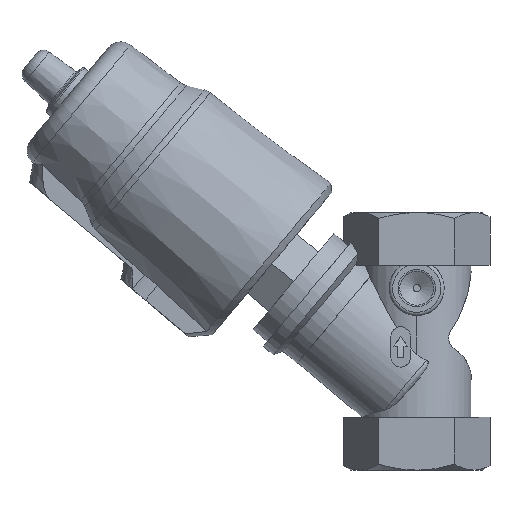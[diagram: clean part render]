
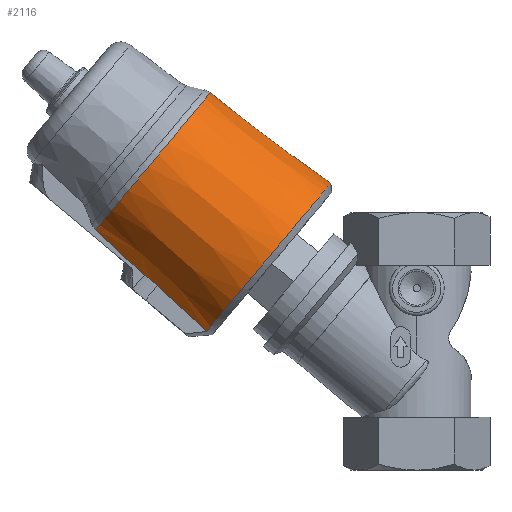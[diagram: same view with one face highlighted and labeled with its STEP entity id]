
A CAD part, left-side view. The second image highlights one B-rep face of the part: STEP entity #2116.
In plain terms, the highlighted conical face has half-angle 3 degrees and reference radius 28.445 mm.
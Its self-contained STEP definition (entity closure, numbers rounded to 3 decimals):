
#46=CONICAL_SURFACE('',#2334,28.445,0.052);
#428=B_SPLINE_CURVE_WITH_KNOTS('',3,(#3453,#3454,#3455,#3456,#3457,#3458,
#3459,#3460,#3461,#3462,#3463,#3464,#3465,#3466,#3467,#3468,#3469,#3470,
#3471,#3472,#3473,#3474,#3475,#3476,#3477,#3478,#3479,#3480,#3481,#3482,
#3483,#3484,#3485,#3486,#3487,#3488,#3489,#3490,#3491,#3492,#3493,#3494,
#3495),.UNSPECIFIED.,.F.,.F.,(4,1,1,1,1,1,1,1,1,1,1,1,1,1,1,1,1,1,1,1,1,
1,1,1,1,1,1,1,1,1,1,1,1,1,1,1,1,1,1,1,4),(0.107,0.112,
0.115,0.118,0.123,0.126,
0.129,0.131,0.134,0.137,
0.14,0.142,0.145,0.15,
0.153,0.156,0.161,0.164,
0.167,0.172,0.177,0.183,
0.188,0.194,0.199,0.205,
0.21,0.215,0.221,0.226,
0.232,0.237,0.243,0.248,
0.253,0.259,0.264,0.267,
0.27,0.275,0.28),.UNSPECIFIED.);
#442=B_SPLINE_CURVE_WITH_KNOTS('',3,(#3635,#3636,#3637,#3638),
 .UNSPECIFIED.,.F.,.F.,(4,4),(0.063,0.084),
 .UNSPECIFIED.);
#445=B_SPLINE_CURVE_WITH_KNOTS('',3,(#3652,#3653,#3654,#3655),
 .UNSPECIFIED.,.F.,.F.,(4,4),(0.063,0.084),
 .UNSPECIFIED.);
#447=B_SPLINE_CURVE_WITH_KNOTS('',3,(#3664,#3665,#3666,#3667,#3668),
 .UNSPECIFIED.,.F.,.F.,(4,1,4),(0.001,0.004,
0.007),.UNSPECIFIED.);
#449=B_SPLINE_CURVE_WITH_KNOTS('',3,(#3680,#3681,#3682,#3683),
 .UNSPECIFIED.,.F.,.F.,(4,4),(0.001,0.006),
 .UNSPECIFIED.);
#451=B_SPLINE_CURVE_WITH_KNOTS('',3,(#3696,#3697,#3698,#3699),
 .UNSPECIFIED.,.F.,.F.,(4,4),(0.001,0.022),
 .UNSPECIFIED.);
#452=B_SPLINE_CURVE_WITH_KNOTS('',3,(#3701,#3702,#3703,#3704),
 .UNSPECIFIED.,.F.,.F.,(4,4),(0.001,0.022),
 .UNSPECIFIED.);
#702=ORIENTED_EDGE('',*,*,#1249,.T.);
#703=ORIENTED_EDGE('',*,*,#1194,.T.);
#704=ORIENTED_EDGE('',*,*,#1250,.F.);
#705=ORIENTED_EDGE('',*,*,#1239,.F.);
#706=ORIENTED_EDGE('',*,*,#1236,.F.);
#707=ORIENTED_EDGE('',*,*,#1234,.T.);
#708=ORIENTED_EDGE('',*,*,#1232,.T.);
#709=ORIENTED_EDGE('',*,*,#1243,.F.);
#1194=EDGE_CURVE('',#1492,#1491,#428,.T.);
#1232=EDGE_CURVE('',#1522,#1521,#442,.T.);
#1234=EDGE_CURVE('',#1523,#1522,#1672,.T.);
#1236=EDGE_CURVE('',#1523,#1524,#445,.T.);
#1239=EDGE_CURVE('',#1524,#1526,#447,.T.);
#1243=EDGE_CURVE('',#1528,#1521,#449,.T.);
#1249=EDGE_CURVE('',#1528,#1492,#451,.T.);
#1250=EDGE_CURVE('',#1526,#1491,#452,.T.);
#1491=VERTEX_POINT('',#3452);
#1492=VERTEX_POINT('',#3496);
#1521=VERTEX_POINT('',#3634);
#1522=VERTEX_POINT('',#3639);
#1523=VERTEX_POINT('',#3646);
#1524=VERTEX_POINT('',#3656);
#1526=VERTEX_POINT('',#3669);
#1528=VERTEX_POINT('',#3678);
#1672=CIRCLE('',#2324,28.445);
#1759=EDGE_LOOP('',(#702,#703,#704,#705,#706,#707,#708,#709));
#1935=FACE_BOUND('',#1759,.T.);
#2116=ADVANCED_FACE('',(#1935),#46,.T.);
#2324=AXIS2_PLACEMENT_3D('',#3645,#2684,#2685);
#2334=AXIS2_PLACEMENT_3D('',#3705,#2709,#2710);
#2684=DIRECTION('',(0.643,-0.766,0.));
#2685=DIRECTION('',(0.766,0.643,0.));
#2709=DIRECTION('',(0.643,-0.766,0.));
#2710=DIRECTION('',(0.766,0.643,0.));
#3452=CARTESIAN_POINT('',(-43.064,65.317,10.));
#3453=CARTESIAN_POINT('',(-43.064,65.317,-10.));
#3454=CARTESIAN_POINT('',(-43.511,64.942,-11.705));
#3455=CARTESIAN_POINT('',(-44.349,64.238,-14.182));
#3456=CARTESIAN_POINT('',(-45.812,63.01,-17.301));
#3457=CARTESIAN_POINT('',(-47.455,61.632,-20.196));
#3458=CARTESIAN_POINT('',(-49.382,60.015,-22.802));
#3459=CARTESIAN_POINT('',(-51.574,58.175,-25.07));
#3460=CARTESIAN_POINT('',(-53.303,56.725,-26.554));
#3461=CARTESIAN_POINT('',(-55.123,55.197,-27.838));
#3462=CARTESIAN_POINT('',(-57.046,53.584,-28.92));
#3463=CARTESIAN_POINT('',(-59.031,51.918,-29.774));
#3464=CARTESIAN_POINT('',(-61.045,50.228,-30.391));
#3465=CARTESIAN_POINT('',(-63.094,48.509,-30.779));
#3466=CARTESIAN_POINT('',(-65.889,46.163,-30.982));
#3467=CARTESIAN_POINT('',(-68.651,43.845,-30.702));
#3468=CARTESIAN_POINT('',(-71.353,41.577,-29.959));
#3469=CARTESIAN_POINT('',(-74.035,39.327,-28.891));
#3470=CARTESIAN_POINT('',(-76.547,37.219,-27.392));
#3471=CARTESIAN_POINT('',(-78.893,35.25,-25.477));
#3472=CARTESIAN_POINT('',(-81.13,33.374,-23.268));
#3473=CARTESIAN_POINT('',(-83.577,31.32,-20.112));
#3474=CARTESIAN_POINT('',(-86.011,29.277,-15.623));
#3475=CARTESIAN_POINT('',(-87.773,27.799,-10.737));
#3476=CARTESIAN_POINT('',(-88.875,26.874,-5.442));
#3477=CARTESIAN_POINT('',(-89.241,26.567,0.007));
#3478=CARTESIAN_POINT('',(-88.876,26.874,5.433));
#3479=CARTESIAN_POINT('',(-87.774,27.798,10.733));
#3480=CARTESIAN_POINT('',(-86.013,29.276,15.619));
#3481=CARTESIAN_POINT('',(-83.58,31.318,20.108));
#3482=CARTESIAN_POINT('',(-80.64,33.785,23.901));
#3483=CARTESIAN_POINT('',(-77.17,36.696,27.024));
#3484=CARTESIAN_POINT('',(-73.411,39.851,29.263));
#3485=CARTESIAN_POINT('',(-69.329,43.276,30.637));
#3486=CARTESIAN_POINT('',(-65.208,46.734,31.05));
#3487=CARTESIAN_POINT('',(-61.016,50.252,30.507));
#3488=CARTESIAN_POINT('',(-57.035,53.593,29.042));
#3489=CARTESIAN_POINT('',(-53.244,56.774,26.649));
#3490=CARTESIAN_POINT('',(-50.455,59.114,24.015));
#3491=CARTESIAN_POINT('',(-48.417,60.824,21.499));
#3492=CARTESIAN_POINT('',(-46.587,62.36,18.798));
#3493=CARTESIAN_POINT('',(-44.646,63.989,15.048));
#3494=CARTESIAN_POINT('',(-43.51,64.942,11.704));
#3495=CARTESIAN_POINT('',(-43.064,65.317,10.));
#3496=CARTESIAN_POINT('',(-43.064,65.317,-10.));
#3634=CARTESIAN_POINT('',(-60.554,84.678,-8.5));
#3635=CARTESIAN_POINT('',(-74.675,99.747,-8.5));
#3636=CARTESIAN_POINT('',(-69.967,94.725,-8.5));
#3637=CARTESIAN_POINT('',(-65.261,89.702,-8.5));
#3638=CARTESIAN_POINT('',(-60.554,84.678,-8.5));
#3639=CARTESIAN_POINT('',(-74.675,99.747,-8.5));
#3645=CARTESIAN_POINT('',(-95.47,82.298,0.));
#3646=CARTESIAN_POINT('',(-74.675,99.747,8.5));
#3652=CARTESIAN_POINT('',(-74.675,99.747,8.5));
#3653=CARTESIAN_POINT('',(-69.967,94.725,8.5));
#3654=CARTESIAN_POINT('',(-65.261,89.702,8.5));
#3655=CARTESIAN_POINT('',(-60.554,84.678,8.5));
#3656=CARTESIAN_POINT('',(-60.554,84.678,8.5));
#3664=CARTESIAN_POINT('',(-60.554,84.678,8.5));
#3665=CARTESIAN_POINT('',(-60.131,84.014,8.984));
#3666=CARTESIAN_POINT('',(-59.149,82.596,9.742));
#3667=CARTESIAN_POINT('',(-57.963,81.195,10.));
#3668=CARTESIAN_POINT('',(-57.323,80.513,10.));
#3669=CARTESIAN_POINT('',(-57.323,80.513,10.));
#3678=CARTESIAN_POINT('',(-57.323,80.513,-10.));
#3680=CARTESIAN_POINT('',(-57.323,80.513,-10.));
#3681=CARTESIAN_POINT('',(-58.588,81.861,-10.));
#3682=CARTESIAN_POINT('',(-59.698,83.335,-9.479));
#3683=CARTESIAN_POINT('',(-60.554,84.678,-8.5));
#3696=CARTESIAN_POINT('',(-57.323,80.513,-10.));
#3697=CARTESIAN_POINT('',(-52.569,75.448,-10.));
#3698=CARTESIAN_POINT('',(-47.816,70.383,-10.));
#3699=CARTESIAN_POINT('',(-43.064,65.317,-10.));
#3701=CARTESIAN_POINT('',(-57.323,80.513,10.));
#3702=CARTESIAN_POINT('',(-52.569,75.448,10.));
#3703=CARTESIAN_POINT('',(-47.816,70.383,10.));
#3704=CARTESIAN_POINT('',(-43.064,65.317,10.));
#3705=CARTESIAN_POINT('',(-95.47,82.298,0.));
